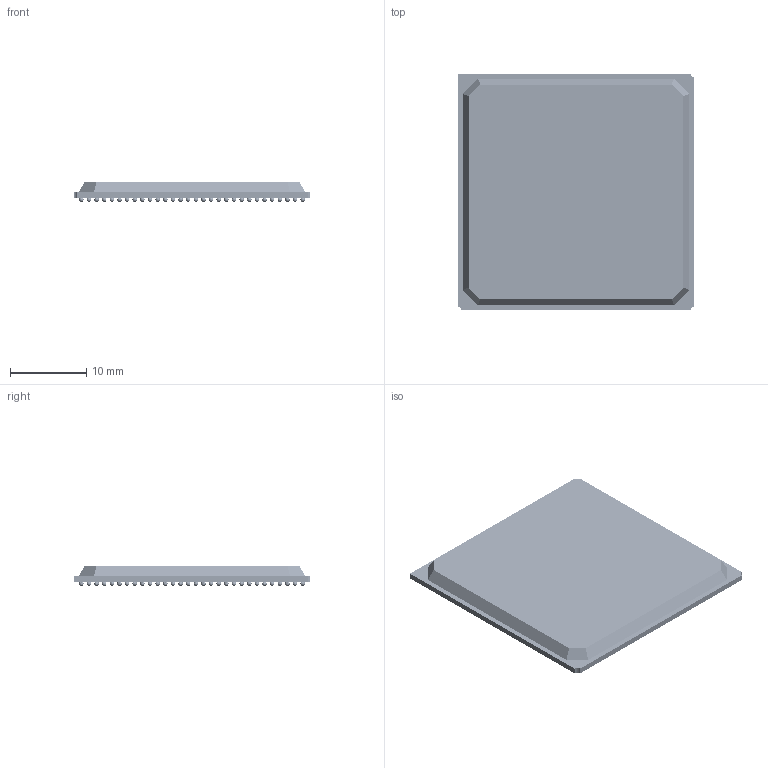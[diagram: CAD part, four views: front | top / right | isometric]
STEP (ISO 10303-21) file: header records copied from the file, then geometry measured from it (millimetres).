
FILE_DESCRIPTION((''),'2;1');
FILE_NAME('BGA900C100P30X30_3100X3100X260.stp','2009-11-17T14:20:58',(''),(''),'Mechanical Desktop 2006','Mechanical Desktop 2006',', , ');
FILE_SCHEMA(('AUTOMOTIVE_DESIGN { 1 2 10303 214 0 1 1 1 }'));
Length unit declared in the file: millimetre
Products named in the file (1): Product
Bounding box: 31 x 31 x 2.6 mm (x, y, z)
Volume: 1935.4 mm3; surface area: 4838 mm2
Topology: 902 solids, 902 shells, 2722 faces, 6354 edges, 2736 vertices
Faces by surface type: sphere 1800, plane 916, cylinder 6
Entity records: 44808 total; most frequent: DIRECTION 9112, CARTESIAN_POINT 6413, AXIS2_PLACEMENT_3D 4535, ORIENTED_EDGE 3708, EDGE_LOOP 3622, FACE_OUTER_BOUND 2722, ADVANCED_FACE 2722, EDGE_CURVE 1854
